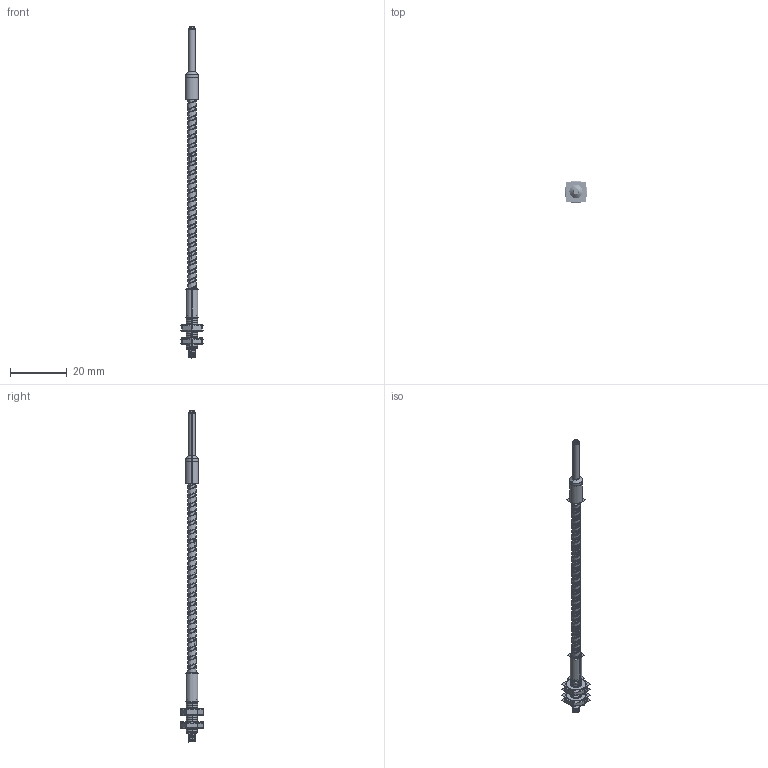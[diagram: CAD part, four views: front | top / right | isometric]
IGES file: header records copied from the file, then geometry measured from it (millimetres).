
Start section:  PTC IGES file: 161945.igs
Global section: file name: 161945.igs; native system: Creo Parametric by Parametric Technology Corporation; preprocessor: 2016010; author: PDMAdmin; organization: Unknown; date: 20160714.114137; units: millimetre
Bounding box: 8.11 x 8.16 x 116.96 mm (x, y, z)
Volume: 515.5 mm3; surface area: 15649.4 mm2
Topology: 5 solids, 5 shells, 530 faces, 2552 edges, 3200 vertices
Faces by surface type: revolution 308, bspline 222
